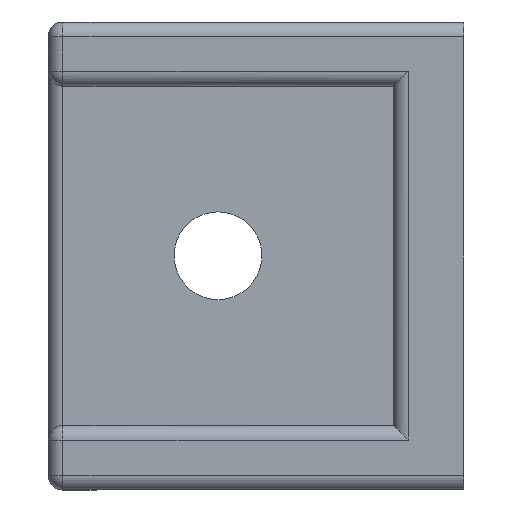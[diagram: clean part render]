
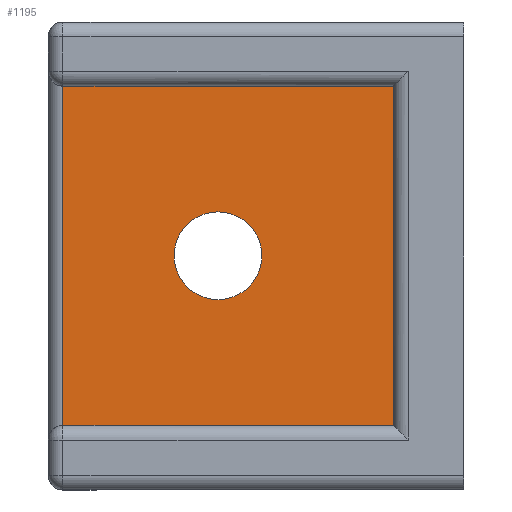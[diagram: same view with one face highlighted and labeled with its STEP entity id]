
A CAD part, left-side view. The second image highlights one B-rep face of the part: STEP entity #1195.
In plain terms, the highlighted planar face has unit normal (-1, 0, 0).
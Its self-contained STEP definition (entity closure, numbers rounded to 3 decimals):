
#21=FACE_BOUND('',#454,.T.);
#46=PLANE('',#1339);
#148=LINE('',#2056,#253);
#156=LINE('',#2075,#261);
#158=LINE('',#2078,#263);
#160=LINE('',#2082,#265);
#253=VECTOR('',#1642,10.);
#261=VECTOR('',#1668,10.);
#263=VECTOR('',#1672,10.);
#265=VECTOR('',#1678,10.);
#374=FACE_OUTER_BOUND('',#453,.T.);
#453=EDGE_LOOP('',(#1083,#1084,#1085,#1086));
#454=EDGE_LOOP('',(#1087,#1088));
#513=CIRCLE('',#1340,1.5);
#514=CIRCLE('',#1341,1.5);
#601=VERTEX_POINT('',#2018);
#605=VERTEX_POINT('',#2055);
#606=VERTEX_POINT('',#2072);
#607=VERTEX_POINT('',#2074);
#611=VERTEX_POINT('',#2096);
#612=VERTEX_POINT('',#2097);
#754=EDGE_CURVE('',#605,#601,#148,.T.);
#765=EDGE_CURVE('',#607,#606,#156,.T.);
#767=EDGE_CURVE('',#606,#601,#158,.T.);
#769=EDGE_CURVE('',#605,#607,#160,.T.);
#775=EDGE_CURVE('',#611,#612,#513,.T.);
#776=EDGE_CURVE('',#612,#611,#514,.T.);
#1083=ORIENTED_EDGE('',*,*,#754,.F.);
#1084=ORIENTED_EDGE('',*,*,#769,.T.);
#1085=ORIENTED_EDGE('',*,*,#765,.T.);
#1086=ORIENTED_EDGE('',*,*,#767,.T.);
#1087=ORIENTED_EDGE('',*,*,#775,.F.);
#1088=ORIENTED_EDGE('',*,*,#776,.F.);
#1195=ADVANCED_FACE('',(#374,#21),#46,.T.);
#1339=AXIS2_PLACEMENT_3D('',#2095,#1693,#1694);
#1340=AXIS2_PLACEMENT_3D('',#2098,#1695,#1696);
#1341=AXIS2_PLACEMENT_3D('',#2099,#1697,#1698);
#1642=DIRECTION('',(0.,0.,1.));
#1668=DIRECTION('',(0.,0.,1.));
#1672=DIRECTION('',(0.,1.,0.));
#1678=DIRECTION('',(0.,-1.,0.));
#1693=DIRECTION('center_axis',(-1.,0.,0.));
#1694=DIRECTION('ref_axis',(0.,0.,1.));
#1695=DIRECTION('center_axis',(-1.,0.,0.));
#1696=DIRECTION('ref_axis',(0.,0.,1.));
#1697=DIRECTION('center_axis',(-1.,0.,0.));
#1698=DIRECTION('ref_axis',(0.,0.,1.));
#2018=CARTESIAN_POINT('',(15.5,3.8,7.309));
#2055=CARTESIAN_POINT('',(15.5,3.8,-4.291));
#2056=CARTESIAN_POINT('',(15.5,3.8,4.405));
#2072=CARTESIAN_POINT('',(15.5,-7.5,7.309));
#2074=CARTESIAN_POINT('',(15.5,-7.5,-4.291));
#2075=CARTESIAN_POINT('',(15.5,-7.5,5.5));
#2078=CARTESIAN_POINT('',(15.5,-1.5,7.309));
#2082=CARTESIAN_POINT('',(15.5,-5.9,-4.291));
#2095=CARTESIAN_POINT('Origin',(15.5,-4.3,1.5));
#2096=CARTESIAN_POINT('',(15.5,-3.,1.509));
#2097=CARTESIAN_POINT('',(15.5,-1.5,0.009));
#2098=CARTESIAN_POINT('Origin',(15.5,-1.5,1.509));
#2099=CARTESIAN_POINT('Origin',(15.5,-1.5,1.509));
